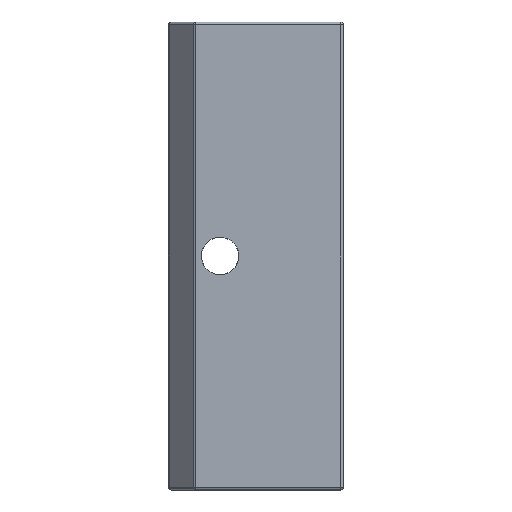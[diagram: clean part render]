
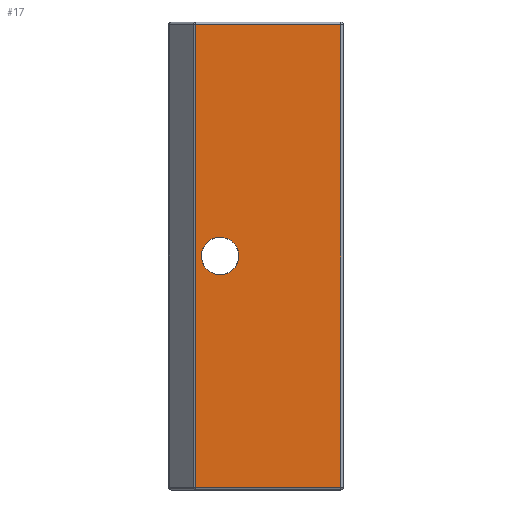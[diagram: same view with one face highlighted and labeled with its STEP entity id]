
A CAD part, left-side view. The second image highlights one B-rep face of the part: STEP entity #17.
In plain terms, the highlighted face is a extrusion surface.
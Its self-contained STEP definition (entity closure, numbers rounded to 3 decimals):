
#17 = ADVANCED_FACE('',(#18,#60),#146,.F.);
#18 = FACE_BOUND('',#19,.F.);
#19 = EDGE_LOOP('',(#20,#32,#42,#52));
#20 = ORIENTED_EDGE('',*,*,#21,.T.);
#21 = EDGE_CURVE('',#22,#24,#26,.T.);
#22 = VERTEX_POINT('',#23);
#23 = CARTESIAN_POINT('',(0.044,-3.372,0.3));
#24 = VERTEX_POINT('',#25);
#25 = CARTESIAN_POINT('',(0.044,-3.372,49.7));
#26 = B_SPLINE_CURVE_WITH_KNOTS('',2,(#27,#28,#29,#30,#31),
  .UNSPECIFIED.,.F.,.F.,(3,1,1,3),(-1.836,0.,50.,51.836),
  .UNSPECIFIED.);
#27 = CARTESIAN_POINT('',(0.044,-3.372,-1.836));
#28 = CARTESIAN_POINT('',(0.044,-3.372,-0.918));
#29 = CARTESIAN_POINT('',(0.044,-3.372,25.));
#30 = CARTESIAN_POINT('',(0.044,-3.372,50.918));
#31 = CARTESIAN_POINT('',(0.044,-3.372,51.836));
#32 = ORIENTED_EDGE('',*,*,#33,.T.);
#33 = EDGE_CURVE('',#24,#34,#36,.T.);
#34 = VERTEX_POINT('',#35);
#35 = CARTESIAN_POINT('',(0.06,-18.881,49.7));
#36 = B_SPLINE_CURVE_WITH_KNOTS('',2,(#37,#38,#39,#40,#41),
  .UNSPECIFIED.,.F.,.F.,(3,1,1,3),(-0.894,-0.276,
    16.833,17.451),.UNSPECIFIED.);
#37 = CARTESIAN_POINT('',(0.043,-2.347,49.7));
#38 = CARTESIAN_POINT('',(0.044,-2.656,49.7));
#39 = CARTESIAN_POINT('',(0.052,-11.519,49.7));
#40 = CARTESIAN_POINT('',(0.061,-20.383,49.7));
#41 = CARTESIAN_POINT('',(0.061,-20.692,49.7));
#42 = ORIENTED_EDGE('',*,*,#43,.F.);
#43 = EDGE_CURVE('',#44,#34,#46,.T.);
#44 = VERTEX_POINT('',#45);
#45 = CARTESIAN_POINT('',(0.06,-18.881,0.3));
#46 = B_SPLINE_CURVE_WITH_KNOTS('',2,(#47,#48,#49,#50,#51),
  .UNSPECIFIED.,.F.,.F.,(3,1,1,3),(-1.836,0.,50.,51.836),
  .UNSPECIFIED.);
#47 = CARTESIAN_POINT('',(0.06,-18.881,-1.836));
#48 = CARTESIAN_POINT('',(0.06,-18.881,-0.918));
#49 = CARTESIAN_POINT('',(0.06,-18.881,25.));
#50 = CARTESIAN_POINT('',(0.06,-18.881,50.918));
#51 = CARTESIAN_POINT('',(0.06,-18.881,51.836));
#52 = ORIENTED_EDGE('',*,*,#53,.F.);
#53 = EDGE_CURVE('',#22,#44,#54,.T.);
#54 = B_SPLINE_CURVE_WITH_KNOTS('',2,(#55,#56,#57,#58,#59),
  .UNSPECIFIED.,.F.,.F.,(3,1,1,3),(-0.894,-0.276,
    16.833,17.451),.UNSPECIFIED.);
#55 = CARTESIAN_POINT('',(0.043,-2.347,0.3));
#56 = CARTESIAN_POINT('',(0.044,-2.656,0.3));
#57 = CARTESIAN_POINT('',(0.052,-11.519,0.3));
#58 = CARTESIAN_POINT('',(0.061,-20.383,0.3));
#59 = CARTESIAN_POINT('',(0.061,-20.692,0.3));
#60 = FACE_BOUND('',#61,.F.);
#61 = EDGE_LOOP('',(#62,#111));
#62 = ORIENTED_EDGE('',*,*,#63,.T.);
#63 = EDGE_CURVE('',#64,#66,#68,.T.);
#64 = VERTEX_POINT('',#65);
#65 = CARTESIAN_POINT('',(0.047,-6.,23.));
#66 = VERTEX_POINT('',#67);
#67 = CARTESIAN_POINT('',(0.046,-5.481,
    26.932));
#68 = B_SPLINE_CURVE_WITH_KNOTS('',6,(#69,#70,#71,#72,#73,#74,#75,#76,
    #77,#78,#79,#80,#81,#82,#83,#84,#85,#86,#87,#88,#89,#90,#91,#92,#93,
    #94,#95,#96,#97,#98,#99,#100,#101,#102,#103,#104,#105,#106,#107,#108
    ,#109,#110),.UNSPECIFIED.,.F.,.F.,(7,5,5,5,5,5,5,5,7),(0.,
    0.189,0.276,0.386,0.549,
    0.684,0.736,0.922,1.),.UNSPECIFIED.);
#69 = CARTESIAN_POINT('',(0.047,-6.,23.));
#70 = CARTESIAN_POINT('',(0.047,-6.214,23.));
#71 = CARTESIAN_POINT('',(0.047,-6.429,
    23.028));
#72 = CARTESIAN_POINT('',(0.047,-6.638,
    23.083));
#73 = CARTESIAN_POINT('',(0.048,-6.839,
    23.164));
#74 = CARTESIAN_POINT('',(0.048,-7.028,
    23.271));
#75 = CARTESIAN_POINT('',(0.048,-7.278,
    23.459));
#76 = CARTESIAN_POINT('',(0.048,-7.354,
    23.523));
#77 = CARTESIAN_POINT('',(0.048,-7.426,
    23.591));
#78 = CARTESIAN_POINT('',(0.048,-7.494,
    23.664));
#79 = CARTESIAN_POINT('',(0.048,-7.557,
    23.741));
#80 = CARTESIAN_POINT('',(0.049,-7.689,
    23.921));
#81 = CARTESIAN_POINT('',(0.049,-7.754,
    24.027));
#82 = CARTESIAN_POINT('',(0.049,-7.812,
    24.137));
#83 = CARTESIAN_POINT('',(0.049,-7.861,
    24.252));
#84 = CARTESIAN_POINT('',(0.049,-7.902,
    24.369));
#85 = CARTESIAN_POINT('',(0.049,-7.981,
    24.669));
#86 = CARTESIAN_POINT('',(0.049,-8.009,
    24.854));
#87 = CARTESIAN_POINT('',(0.049,-8.015,
    25.042));
#88 = CARTESIAN_POINT('',(0.049,-8.001,
    25.229));
#89 = CARTESIAN_POINT('',(0.049,-7.966,
    25.413));
#90 = CARTESIAN_POINT('',(0.049,-7.866,
    25.736));
#91 = CARTESIAN_POINT('',(0.049,-7.808,
    25.877));
#92 = CARTESIAN_POINT('',(0.049,-7.737,
    26.013));
#93 = CARTESIAN_POINT('',(0.049,-7.654,
    26.141));
#94 = CARTESIAN_POINT('',(0.048,-7.559,
    26.262));
#95 = CARTESIAN_POINT('',(0.048,-7.414,
    26.415));
#96 = CARTESIAN_POINT('',(0.048,-7.372,
    26.457));
#97 = CARTESIAN_POINT('',(0.048,-7.329,
    26.497));
#98 = CARTESIAN_POINT('',(0.048,-7.284,
    26.536));
#99 = CARTESIAN_POINT('',(0.048,-7.237,
    26.572));
#100 = CARTESIAN_POINT('',(0.048,-7.02,
    26.733));
#101 = CARTESIAN_POINT('',(0.048,-6.835,
    26.837));
#102 = CARTESIAN_POINT('',(0.047,-6.637,
    26.917));
#103 = CARTESIAN_POINT('',(0.047,-6.431,
    26.971));
#104 = CARTESIAN_POINT('',(0.047,-6.22,
    26.999));
#105 = CARTESIAN_POINT('',(0.047,-5.921,
    27.));
#106 = CARTESIAN_POINT('',(0.047,-5.831,
    26.996));
#107 = CARTESIAN_POINT('',(0.047,-5.743,
    26.987));
#108 = CARTESIAN_POINT('',(0.047,-5.654,
    26.973));
#109 = CARTESIAN_POINT('',(0.046,-5.567,
    26.955));
#110 = CARTESIAN_POINT('',(0.046,-5.481,
    26.932));
#111 = ORIENTED_EDGE('',*,*,#112,.T.);
#112 = EDGE_CURVE('',#66,#64,#113,.T.);
#113 = B_SPLINE_CURVE_WITH_KNOTS('',6,(#114,#115,#116,#117,#118,#119,
    #120,#121,#122,#123,#124,#125,#126,#127,#128,#129,#130,#131,#132,
    #133,#134,#135,#136,#137,#138,#139,#140,#141,#142,#143,#144,#145),
  .UNSPECIFIED.,.F.,.F.,(7,5,5,5,5,5,7),(0.,0.227,
    0.356,0.553,0.726,0.787,1.),
  .UNSPECIFIED.);
#114 = CARTESIAN_POINT('',(0.046,-5.481,
    26.932));
#115 = CARTESIAN_POINT('',(0.046,-5.271,
    26.875));
#116 = CARTESIAN_POINT('',(0.046,-5.068,
    26.791));
#117 = CARTESIAN_POINT('',(0.046,-4.877,
    26.681));
#118 = CARTESIAN_POINT('',(0.046,-4.703,
    26.547));
#119 = CARTESIAN_POINT('',(0.045,-4.547,
    26.392));
#120 = CARTESIAN_POINT('',(0.045,-4.339,
    26.121));
#121 = CARTESIAN_POINT('',(0.045,-4.271,
    26.017));
#122 = CARTESIAN_POINT('',(0.045,-4.21,
    25.908));
#123 = CARTESIAN_POINT('',(0.045,-4.158,
    25.794));
#124 = CARTESIAN_POINT('',(0.045,-4.114,
    25.677));
#125 = CARTESIAN_POINT('',(0.045,-4.027,
    25.377));
#126 = CARTESIAN_POINT('',(0.045,-3.995,
    25.19));
#127 = CARTESIAN_POINT('',(0.045,-3.984,
    25.));
#128 = CARTESIAN_POINT('',(0.045,-3.995,
    24.81));
#129 = CARTESIAN_POINT('',(0.045,-4.027,
    24.623));
#130 = CARTESIAN_POINT('',(0.045,-4.126,
    24.282));
#131 = CARTESIAN_POINT('',(0.045,-4.188,
    24.126));
#132 = CARTESIAN_POINT('',(0.045,-4.266,
    23.978));
#133 = CARTESIAN_POINT('',(0.045,-4.359,
    23.838));
#134 = CARTESIAN_POINT('',(0.045,-4.464,
    23.708));
#135 = CARTESIAN_POINT('',(0.045,-4.623,
    23.549));
#136 = CARTESIAN_POINT('',(0.046,-4.665,
    23.509));
#137 = CARTESIAN_POINT('',(0.046,-4.708,
    23.471));
#138 = CARTESIAN_POINT('',(0.046,-4.753,
    23.434));
#139 = CARTESIAN_POINT('',(0.046,-4.799,
    23.399));
#140 = CARTESIAN_POINT('',(0.046,-5.014,
    23.248));
#141 = CARTESIAN_POINT('',(0.046,-5.196,
    23.15));
#142 = CARTESIAN_POINT('',(0.046,-5.389,
    23.076));
#143 = CARTESIAN_POINT('',(0.046,-5.59,
    23.025));
#144 = CARTESIAN_POINT('',(0.047,-5.795,23.));
#145 = CARTESIAN_POINT('',(0.047,-6.,23.));
#146 = SURFACE_OF_LINEAR_EXTRUSION('',#147,#150);
#147 = B_SPLINE_CURVE_WITH_KNOTS('',1,(#148,#149),.UNSPECIFIED.,.F.,.F.,
  (2,2),(0.,16.833),.PIECEWISE_BEZIER_KNOTS.);
#148 = CARTESIAN_POINT('',(0.044,-3.241,0.));
#149 = CARTESIAN_POINT('',(0.061,-20.074,0.));
#150 = VECTOR('',#151,1.);
#151 = DIRECTION('',(-0.,-0.,-1.));
